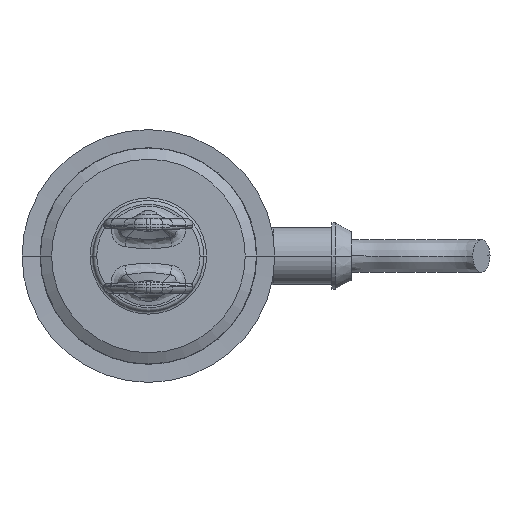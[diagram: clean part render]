
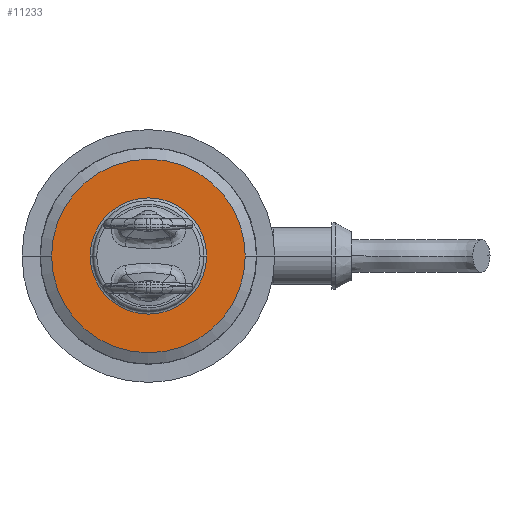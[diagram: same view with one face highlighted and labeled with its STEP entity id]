
A CAD part, front view. The second image highlights one B-rep face of the part: STEP entity #11233.
In plain terms, the highlighted planar face has unit normal (0, -1, 0).
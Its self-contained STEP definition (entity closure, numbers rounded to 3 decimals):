
#179=CARTESIAN_POINT('',(0.,42.3,0.));
#180=DIRECTION('',(0.,1.,0.));
#181=DIRECTION('',(-1.,0.,0.));
#182=AXIS2_PLACEMENT_3D('',#179,#180,#181);
#189=CARTESIAN_POINT('',(0.,42.3,0.));
#190=DIRECTION('',(0.,1.,0.));
#191=DIRECTION('',(1.,0.,0.));
#192=AXIS2_PLACEMENT_3D('',#189,#190,#191);
#194=CARTESIAN_POINT('',(0.,42.3,0.));
#195=DIRECTION('',(0.,1.,0.));
#196=DIRECTION('',(1.,0.,0.));
#197=AXIS2_PLACEMENT_3D('',#194,#195,#196);
#199=CARTESIAN_POINT('',(0.,42.3,0.));
#200=DIRECTION('',(0.,1.,0.));
#201=DIRECTION('',(-1.,0.,0.));
#202=AXIS2_PLACEMENT_3D('',#199,#200,#201);
#9744=CARTESIAN_POINT('',(-8.95,42.3,0.));
#9746=VERTEX_POINT('',#9744);
#9747=CARTESIAN_POINT('',(8.95,42.3,0.));
#9749=VERTEX_POINT('',#9747);
#9751=CARTESIAN_POINT('',(14.9,42.3,0.));
#9752=CARTESIAN_POINT('',(-14.9,42.3,0.));
#9753=VERTEX_POINT('',#9751);
#9754=VERTEX_POINT('',#9752);
#11218=CARTESIAN_POINT('',(0.,42.3,0.));
#11219=DIRECTION('',(0.,1.,0.));
#11220=DIRECTION('',(-1.,0.,0.));
#11221=AXIS2_PLACEMENT_3D('',#11218,#11219,#11220);
#11222=PLANE('',#11221);
#11224=ORIENTED_EDGE('',*,*,#11223,.T.);
#11226=ORIENTED_EDGE('',*,*,#11225,.T.);
#11227=EDGE_LOOP('',(#11224,#11226));
#11228=FACE_OUTER_BOUND('',#11227,.F.);
#11229=ORIENTED_EDGE('',*,*,#11205,.F.);
#11230=ORIENTED_EDGE('',*,*,#11184,.F.);
#11231=EDGE_LOOP('',(#11229,#11230));
#11232=FACE_BOUND('',#11231,.F.);
#11233=ADVANCED_FACE('',(#11228,#11232),#11222,.F.);
#183=CIRCLE('',#182,8.95);
#193=CIRCLE('',#192,8.95);
#198=CIRCLE('',#197,14.9);
#203=CIRCLE('',#202,14.9);
#11184=EDGE_CURVE('',#9746,#9749,#183,.T.);
#11205=EDGE_CURVE('',#9749,#9746,#193,.T.);
#11223=EDGE_CURVE('',#9753,#9754,#198,.T.);
#11225=EDGE_CURVE('',#9754,#9753,#203,.T.);
